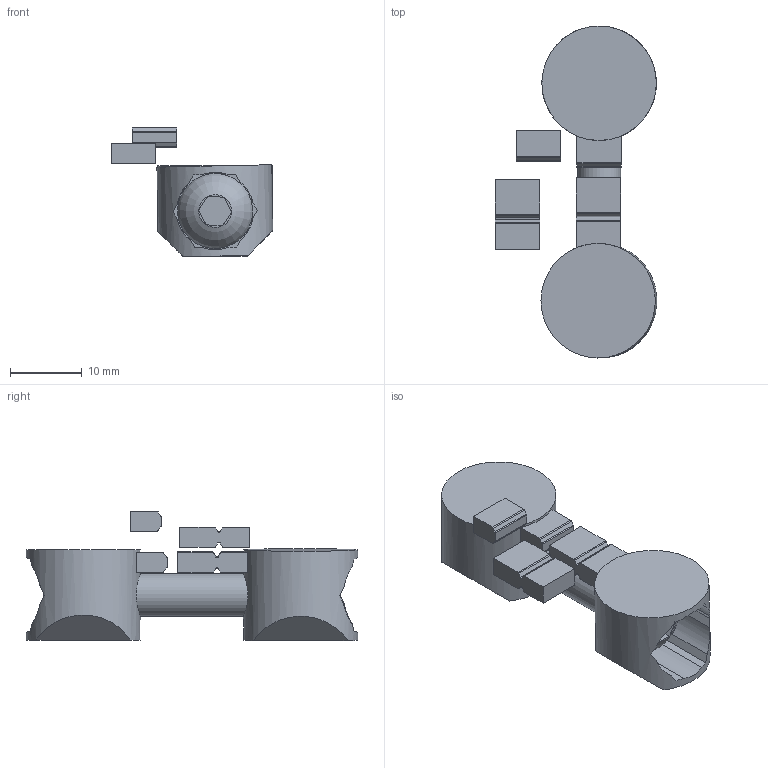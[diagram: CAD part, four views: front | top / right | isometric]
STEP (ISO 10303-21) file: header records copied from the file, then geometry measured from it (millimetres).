
FILE_DESCRIPTION (( 'STEP AP214' ), '1' );
FILE_NAME ('PV3016-Rollco.step', '2025-03-26T09:47:10', ( '' ), ( '' ), 'SwSTEP 2.0', 'SolidWorks 2010', '' );
FILE_SCHEMA (( 'AUTOMOTIVE_DESIGN' ));
Length unit declared in the file: millimetre
Products named in the file (7): 6; 2; 4; 1; 5; 3; PV3016-Rollco
Assembly tree (6 placements, depth 2):
  PV3016-Rollco
    6
    2
    3
    5
    1
    4
Bounding box: 22.58 x 46.39 x 18.11 mm (x, y, z)
Volume: 4895.3 mm3; surface area: 4509.1 mm2
Topology: 6 solids, 6 shells, 157 faces, 409 edges, 269 vertices
Faces by surface type: plane 97, cylinder 45, cone 13, bspline 1, torus 1
Full cylindrical faces by diameter (mm): 4.773 x1, 6 x1, 6.1 x2, 10.5 x1, 16 x2
Entity records: 5288 total; most frequent: CARTESIAN_POINT 1285, ORIENTED_EDGE 784, DIRECTION 760, EDGE_CURVE 392, AXIS2_PLACEMENT_3D 274, VERTEX_POINT 262, LINE 212, VECTOR 212
